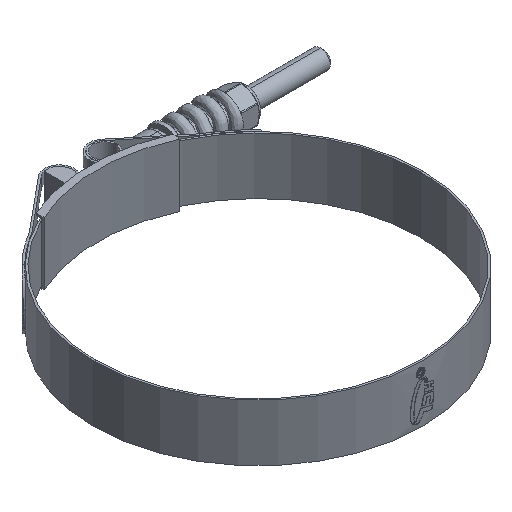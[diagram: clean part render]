
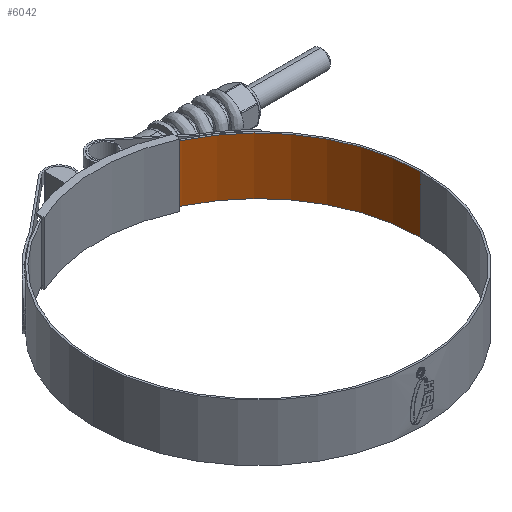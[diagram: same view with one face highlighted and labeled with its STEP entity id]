
A CAD part, isometric view. The second image highlights one B-rep face of the part: STEP entity #6042.
In plain terms, the highlighted cylindrical face has radius 54.75 mm (diameter 109.5 mm), a partial arc.
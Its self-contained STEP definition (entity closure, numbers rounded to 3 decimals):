
#248 = EDGE_CURVE ( 'NONE', #8890, #410, #14731, .T. ) ;
#410 = VERTEX_POINT ( 'NONE', #5683 ) ;
#744 = AXIS2_PLACEMENT_3D ( 'NONE', #6655, #6821, #7235 ) ;
#2540 = DIRECTION ( 'NONE',  ( 0., 0., -1. ) ) ;
#2614 = CARTESIAN_POINT ( 'NONE',  ( 0., 0., -9.55 ) ) ;
#3394 = VECTOR ( 'NONE', #16481, 1000. ) ;
#4067 = AXIS2_PLACEMENT_3D ( 'NONE', #4436, #6939, #6855 ) ;
#4436 = CARTESIAN_POINT ( 'NONE',  ( 0., 0., 9.55 ) ) ;
#4777 = VERTEX_POINT ( 'NONE', #10901 ) ;
#5212 = DIRECTION ( 'NONE',  ( 0., 0., -1. ) ) ;
#5683 = CARTESIAN_POINT ( 'NONE',  ( 54.75, 0., 9.55 ) ) ;
#5728 = CYLINDRICAL_SURFACE ( 'NONE', #744, 54.75 ) ;
#6042 = ADVANCED_FACE ( 'NONE', ( #13335 ), #5728, .F. ) ;
#6291 = LINE ( 'NONE', #6376, #8841 ) ;
#6376 = CARTESIAN_POINT ( 'NONE',  ( 6.872, 54.317, 9.55 ) ) ;
#6655 = CARTESIAN_POINT ( 'NONE',  ( 0., 0., 9.55 ) ) ;
#6821 = DIRECTION ( 'NONE',  ( 0., 0., -1. ) ) ;
#6855 = DIRECTION ( 'NONE',  ( -1., 0., 0. ) ) ;
#6939 = DIRECTION ( 'NONE',  ( 0., 0., -1. ) ) ;
#7235 = DIRECTION ( 'NONE',  ( -1., 0., 0. ) ) ;
#7378 = CARTESIAN_POINT ( 'NONE',  ( 6.872, 54.317, -9.55 ) ) ;
#7681 = LINE ( 'NONE', #13964, #3394 ) ;
#7979 = DIRECTION ( 'NONE',  ( -1., 0., 0. ) ) ;
#8841 = VECTOR ( 'NONE', #5212, 1000. ) ;
#8888 = EDGE_CURVE ( 'NONE', #410, #4777, #7681, .T. ) ;
#8890 = VERTEX_POINT ( 'NONE', #10468 ) ;
#9371 = ORIENTED_EDGE ( 'NONE', *, *, #13214, .T. ) ;
#10468 = CARTESIAN_POINT ( 'NONE',  ( 6.872, 54.317, 9.55 ) ) ;
#10901 = CARTESIAN_POINT ( 'NONE',  ( 54.75, 0., -9.55 ) ) ;
#12893 = ORIENTED_EDGE ( 'NONE', *, *, #13109, .T. ) ;
#13109 = EDGE_CURVE ( 'NONE', #8890, #13390, #6291, .T. ) ;
#13214 = EDGE_CURVE ( 'NONE', #13390, #4777, #15266, .T. ) ;
#13335 = FACE_OUTER_BOUND ( 'NONE', #14996, .T. ) ;
#13390 = VERTEX_POINT ( 'NONE', #7378 ) ;
#13561 = ORIENTED_EDGE ( 'NONE', *, *, #8888, .F. ) ;
#13798 = ORIENTED_EDGE ( 'NONE', *, *, #248, .F. ) ;
#13964 = CARTESIAN_POINT ( 'NONE',  ( 54.75, 0., 9.55 ) ) ;
#14731 = CIRCLE ( 'NONE', #4067, 54.75 ) ;
#14996 = EDGE_LOOP ( 'NONE', ( #13561, #13798, #12893, #9371 ) ) ;
#15266 = CIRCLE ( 'NONE', #15789, 54.75 ) ;
#15789 = AXIS2_PLACEMENT_3D ( 'NONE', #2614, #2540, #7979 ) ;
#16481 = DIRECTION ( 'NONE',  ( 0., 0., -1. ) ) ;
